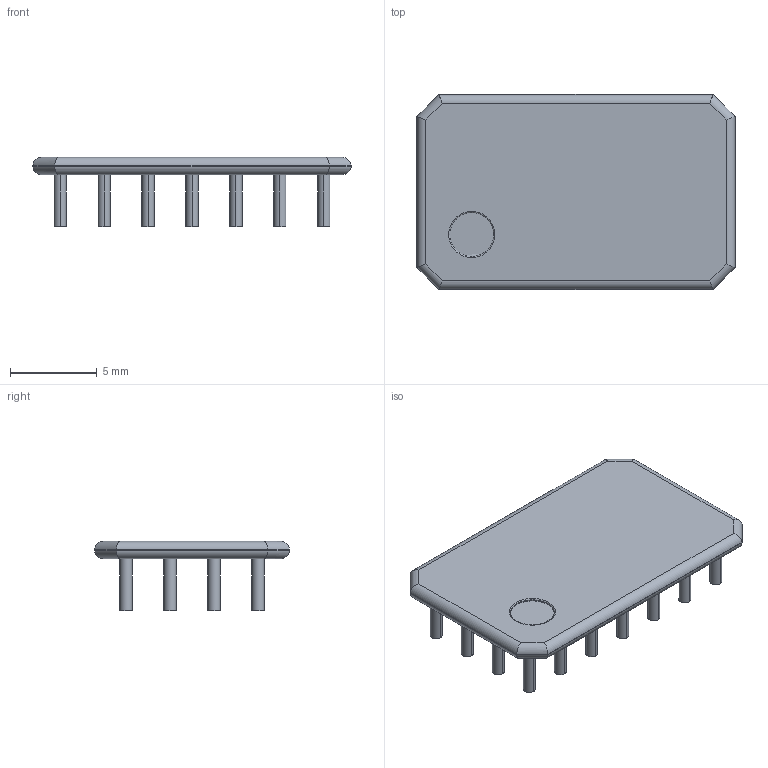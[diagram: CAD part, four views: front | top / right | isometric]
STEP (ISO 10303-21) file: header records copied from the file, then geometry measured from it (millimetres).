
FILE_DESCRIPTION (( 'STEP AP214' ), '1' );
FILE_NAME ( 'PGA28P254C7R4L1840X1127H200.STEP', '2019-11-30T14:50:37', ( '' ), ( '' ), 'Part was generated with the free Library Expert Lite available at www.PCBLibraries.com. Removing line will violate the End User License Agreement.', '©2017 PCB Libraries, Inc.', '' );
FILE_SCHEMA (( 'AUTOMOTIVE_DESIGN' ));
Length unit declared in the file: millimetre
Products named in the file (1): PGA28P254C7R4L1840X1127H200
Bounding box: 18.4 x 11.27 x 4 mm (x, y, z)
Volume: 230.4 mm3; surface area: 648.1 mm2
Topology: 29 solids, 29 shells, 143 faces, 234 edges, 150 vertices
Faces by surface type: cylinder 74, plane 67, torus 2
Entity records: 4016 total; most frequent: DIRECTION 626, CARTESIAN_POINT 576, ORIENTED_EDGE 468, AXIS2_PLACEMENT_3D 264, EDGE_CURVE 234, STYLED_ITEM 173, PRESENTATION_LAYER_ASSIGNMENT 173, MECHANICAL_DESIGN_GEOMETRIC_PRESENTATION_REPRESENTATION 173
